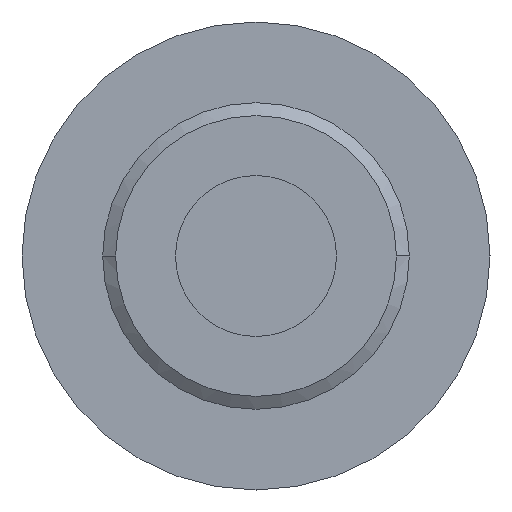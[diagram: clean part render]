
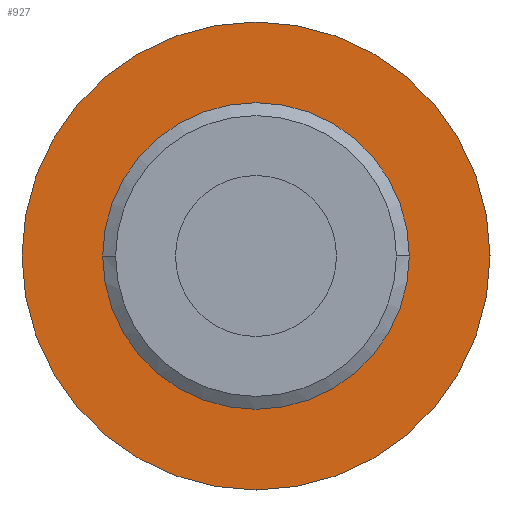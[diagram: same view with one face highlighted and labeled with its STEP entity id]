
A CAD part, left-side view. The second image highlights one B-rep face of the part: STEP entity #927.
In plain terms, the highlighted planar face has unit normal (-1, 0, 0).
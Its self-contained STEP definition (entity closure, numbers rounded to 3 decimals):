
#239=CARTESIAN_POINT('',(-25.072,24.919,0.0));
#240=VERTEX_POINT('',#239);
#249=CARTESIAN_POINT('',(-25.072,-25.081,0.));
#250=VERTEX_POINT('',#249);
#251=CARTESIAN_POINT('',(-25.072,-0.081,0.0));
#252=DIRECTION('',(1.0,0.0,0.0));
#253=DIRECTION('',(0.0,1.0,0.0));
#254=AXIS2_PLACEMENT_3D('',#251,#252,#253);
#255=CIRCLE('',#254,25.0);
#256=EDGE_CURVE('',#240,#250,#255,.T.);
#283=CARTESIAN_POINT('',(-25.072,16.296,0.0));
#284=VERTEX_POINT('',#283);
#300=CARTESIAN_POINT('',(-25.072,-16.457,0.));
#301=VERTEX_POINT('',#300);
#308=CARTESIAN_POINT('',(-25.072,-0.081,0.0));
#309=DIRECTION('',(1.0,0.0,0.0));
#310=DIRECTION('',(0.0,1.0,0.0));
#311=AXIS2_PLACEMENT_3D('',#308,#309,#310);
#312=CIRCLE('',#311,16.377);
#313=EDGE_CURVE('',#284,#301,#312,.T.);
#896=CARTESIAN_POINT('',(-25.072,-0.081,0.0));
#897=DIRECTION('',(1.0,0.0,0.0));
#898=DIRECTION('',(0.0,1.0,0.0));
#899=AXIS2_PLACEMENT_3D('',#896,#897,#898);
#900=CIRCLE('',#899,16.377);
#901=EDGE_CURVE('',#301,#284,#900,.T.);
#908=CARTESIAN_POINT('',(-25.072,20.608,0.0));
#909=DIRECTION('',(-1.0,0.0,0.0));
#910=DIRECTION('',(0.0,0.0,1.0));
#911=AXIS2_PLACEMENT_3D('',#908,#909,#910);
#912=PLANE('',#911);
#913=ORIENTED_EDGE('',*,*,#256,.F.);
#914=CARTESIAN_POINT('',(-25.072,-0.081,0.0));
#915=DIRECTION('',(1.0,0.0,0.0));
#916=DIRECTION('',(0.0,1.0,0.0));
#917=AXIS2_PLACEMENT_3D('',#914,#915,#916);
#918=CIRCLE('',#917,25.0);
#919=EDGE_CURVE('',#250,#240,#918,.T.);
#920=ORIENTED_EDGE('',*,*,#919,.F.);
#921=EDGE_LOOP('',(#913,#920));
#922=FACE_OUTER_BOUND('',#921,.T.);
#923=ORIENTED_EDGE('',*,*,#313,.T.);
#924=ORIENTED_EDGE('',*,*,#901,.T.);
#925=EDGE_LOOP('',(#923,#924));
#926=FACE_BOUND('',#925,.T.);
#927=ADVANCED_FACE('',(#922,#926),#912,.T.);
